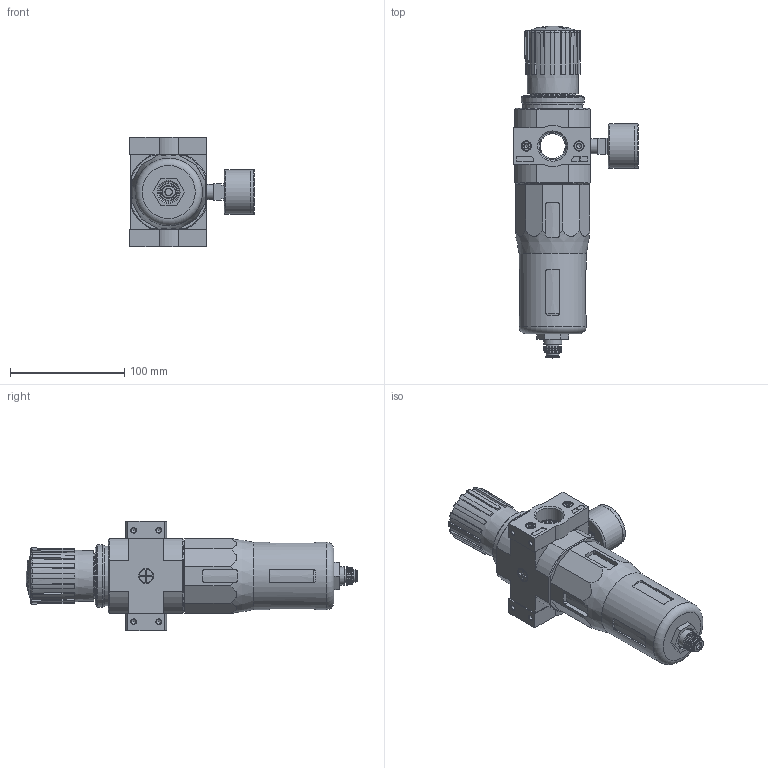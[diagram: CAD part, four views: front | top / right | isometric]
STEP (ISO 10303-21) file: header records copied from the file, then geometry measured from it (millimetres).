
FILE_DESCRIPTION(/* description */ ('STEP AP214'),/* implementation_level */ '2;1');
FILE_NAME(/* name */ '192394_LFR-3_4-D-5M-DI-MAXI-A',/* time_stamp */ '2024-09-03T20:55:28+02:00',/* author */ ('License CC BY-ND 4.0'),/* organization */ ('CADENAS'),/* preprocessor_version */ 'ST-DEVELOPER v19.3',/* originating_system */ 'PARTsolutions',/* authorisation */ ' ');
FILE_SCHEMA (('AUTOMOTIVE_DESIGN {1 0 10303 214 3 1 1}'));
Length unit declared in the file: millimetre
Products named in the file (9): 192394 LFR-3/4-D-5M-DI-MAXI-A---(0); 396645 LFR-D-5M-DI-MAXI-A--(0); 8003639 PAGN-40-16-G14; 380311 PBL-3/4-D-MAXI-R---(0) p1; DIN-912 - M5x20(F); 380309 PBL-3/4-D-MAXI-L---(1) p1; 398012 LRVS-D-MINI; 125696 LR/LFR-D-MAXI; 526489 MS4-LFR-V
Assembly tree (11 placements, depth 2):
  192394 LFR-3/4-D-5M-DI-MAXI-A---(0)
    396645 LFR-D-5M-DI-MAXI-A--(0)
    8003639 PAGN-40-16-G14
    380311 PBL-3/4-D-MAXI-R---(0) p1
    DIN-912 - M5x20(F)  x4
    380309 PBL-3/4-D-MAXI-L---(1) p1
    398012 LRVS-D-MINI
    125696 LR/LFR-D-MAXI
    526489 MS4-LFR-V
Bounding box: 108.95 x 290.22 x 96 mm (x, y, z)
Volume: 829501.6 mm3; surface area: 103418.8 mm2
Topology: 11 solids, 12 shells, 662 faces, 1600 edges, 1012 vertices
Faces by surface type: plane 330, cylinder 131, cone 127, torus 69, sphere 5
Full cylindrical faces by diameter (mm): 2 x1, 4.134 x8, 4.2 x1, 5 x4, 6 x1, 8.5 x4, 8.7 x1, 9.5 x1, 11 x2, 11.4 x1, 11.445 x2, 11.6 x1, 11.8 x1, 13.157 x2, 15.8 x1, 18 x1, 22 x1, 24.117 x2, 30 x2, 38.7 x1, 39 x2, 40 x1, 50.2 x1, 50.376 x1, 52 x1, 53.5 x1, 54.8 x1, 58.8 x1, 59 x1, 59.1 x1
Entity records: 19752 total; most frequent: CARTESIAN_POINT 3799, DIRECTION 2688, ORIENTED_EDGE 2568, EDGE_CURVE 1284, AXIS2_PLACEMENT_3D 1080, VERTEX_POINT 913, FACE_BOUND 791, EDGE_LOOP 782
